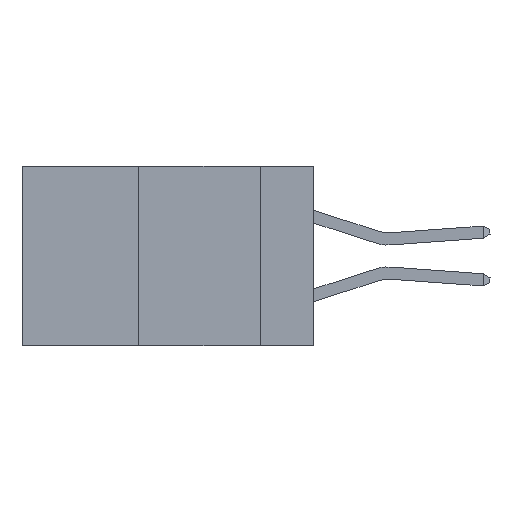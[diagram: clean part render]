
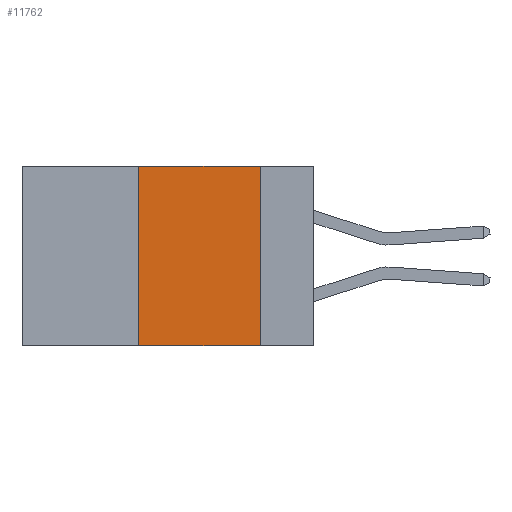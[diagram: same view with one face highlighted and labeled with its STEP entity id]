
A CAD part, left-side view. The second image highlights one B-rep face of the part: STEP entity #11762.
In plain terms, the highlighted planar face has unit normal (-1, 0, 0).
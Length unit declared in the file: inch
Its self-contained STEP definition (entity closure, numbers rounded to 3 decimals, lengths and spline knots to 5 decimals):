
#328 = FACE_OUTER_BOUND ( 'NONE', #5721, .T. ) ;
#616 = LINE ( 'NONE', #1648, #4728 ) ;
#1499 = VERTEX_POINT ( 'NONE', #9092 ) ;
#1648 = CARTESIAN_POINT ( 'NONE',  ( 0., 0.11, 0. ) ) ;
#1818 = EDGE_CURVE ( 'NONE', #1499, #11370, #616, .T. ) ;
#1894 = LINE ( 'NONE', #5568, #11014 ) ;
#1915 = ORIENTED_EDGE ( 'NONE', *, *, #7171, .F. ) ;
#2243 = ORIENTED_EDGE ( 'NONE', *, *, #1818, .F. ) ;
#2669 = DIRECTION ( 'NONE',  ( 1., 0., 0. ) ) ;
#4330 = CARTESIAN_POINT ( 'NONE',  ( 0., 0.36, -0.37 ) ) ;
#4510 = EDGE_CURVE ( 'NONE', #12726, #11370, #12833, .T. ) ;
#4728 = VECTOR ( 'NONE', #12754, 39.37008 ) ;
#5478 = DIRECTION ( 'NONE',  ( 0., 0., 1. ) ) ;
#5568 = CARTESIAN_POINT ( 'NONE',  ( 0., 0.36, 0. ) ) ;
#5658 = CARTESIAN_POINT ( 'NONE',  ( 0., 0.6, 0. ) ) ;
#5721 = EDGE_LOOP ( 'NONE', ( #2243, #1915, #6248, #9153 ) ) ;
#6248 = ORIENTED_EDGE ( 'NONE', *, *, #8701, .F. ) ;
#7171 = EDGE_CURVE ( 'NONE', #10280, #1499, #12649, .T. ) ;
#7898 = CARTESIAN_POINT ( 'NONE',  ( 0., 0.6, -0.37 ) ) ;
#8173 = PLANE ( 'NONE',  #11747 ) ;
#8466 = CARTESIAN_POINT ( 'NONE',  ( 0., 0.36, 0. ) ) ;
#8669 = DIRECTION ( 'NONE',  ( 0., -1., 0. ) ) ;
#8701 = EDGE_CURVE ( 'NONE', #12726, #10280, #1894, .T. ) ;
#8733 = CARTESIAN_POINT ( 'NONE',  ( 0., 0.6, 0. ) ) ;
#9092 = CARTESIAN_POINT ( 'NONE',  ( 0., 0.11, 0. ) ) ;
#9153 = ORIENTED_EDGE ( 'NONE', *, *, #4510, .T. ) ;
#9349 = VECTOR ( 'NONE', #8669, 39.37008 ) ;
#9485 = CARTESIAN_POINT ( 'NONE',  ( 0., 0.11, -0.37 ) ) ;
#9698 = DIRECTION ( 'NONE',  ( 0., 0., -1. ) ) ;
#10280 = VERTEX_POINT ( 'NONE', #8466 ) ;
#10800 = VECTOR ( 'NONE', #11884, 39.37008 ) ;
#11014 = VECTOR ( 'NONE', #5478, 39.37008 ) ;
#11370 = VERTEX_POINT ( 'NONE', #9485 ) ;
#11747 = AXIS2_PLACEMENT_3D ( 'NONE', #8733, #2669, #9698 ) ;
#11762 = ADVANCED_FACE ( 'NONE', ( #328 ), #8173, .F. ) ;
#11884 = DIRECTION ( 'NONE',  ( 0., -1., 0. ) ) ;
#12649 = LINE ( 'NONE', #5658, #9349 ) ;
#12726 = VERTEX_POINT ( 'NONE', #4330 ) ;
#12754 = DIRECTION ( 'NONE',  ( 0., 0., -1. ) ) ;
#12833 = LINE ( 'NONE', #7898, #10800 ) ;
